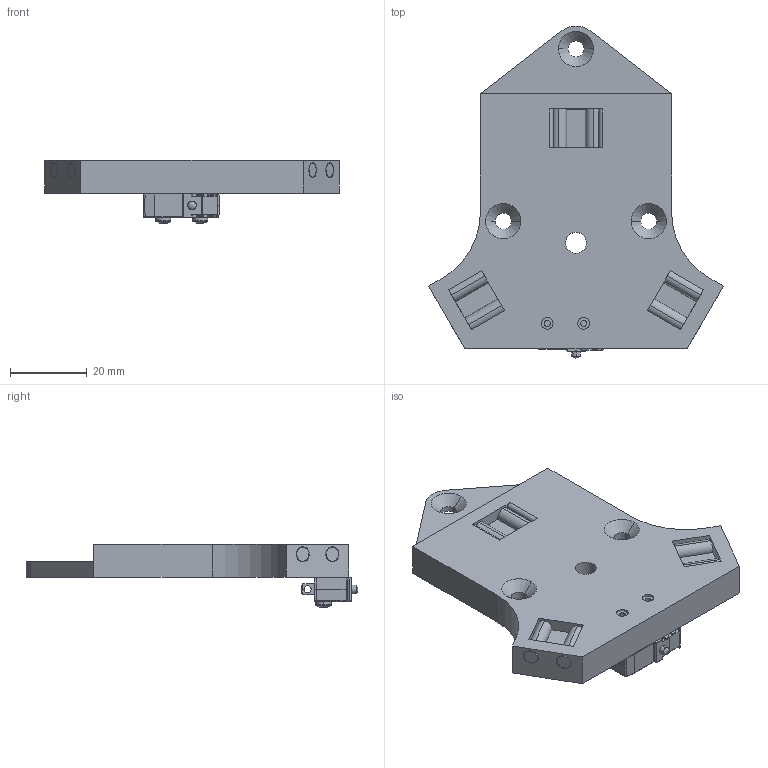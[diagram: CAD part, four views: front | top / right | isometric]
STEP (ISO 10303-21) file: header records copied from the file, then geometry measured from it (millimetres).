
FILE_DESCRIPTION (( 'STEP AP214' ), '1' );
FILE_NAME ('Coupling Plate Assembled.step', '2019-11-11T12:49:43', ( '' ), ( '' ), 'SwSTEP 2.0', 'SolidWorks 2019', '' );
FILE_SCHEMA (( 'AUTOMOTIVE_DESIGN' ));
Length unit declared in the file: millimetre
Products named in the file (6): Coupling Plate Assembled; dowel_pin_4mm_d_20mm_l_91585A457_91585A457; M2x8x3.5 - heat Set Insert; Z Switch; Coupling Plate_Carriage Coupler Plate; pan head cross recess screw_bsi_BS EN ISO 7045 - M2 x 10 - Z - 10N
Assembly tree (12 placements, depth 2):
  Coupling Plate Assembled
    Coupling Plate_Carriage Coupler Plate
    dowel_pin_4mm_d_20mm_l_91585A457_91585A457  x6
    M2x8x3.5 - heat Set Insert  x2
    Z Switch
    pan head cross recess screw_bsi_BS EN ISO 7045 - M2 x 10 - Z - 10N  x2
Bounding box: 77.01 x 86.77 x 16.57 mm (x, y, z)
Volume: 33090.3 mm3; surface area: 15522.2 mm2
Topology: 11 solids, 14 shells, 1154 faces, 3081 edges, 1978 vertices
Faces by surface type: plane 639, cylinder 321, bspline 75, cone 67, torus 34, sphere 18
Entity records: 36830 total; most frequent: CARTESIAN_POINT 9166, ORIENTED_EDGE 5716, DIRECTION 5085, EDGE_CURVE 2863, VERTEX_POINT 1857, AXIS2_PLACEMENT_3D 1699, VECTOR 1687, LINE 1687
